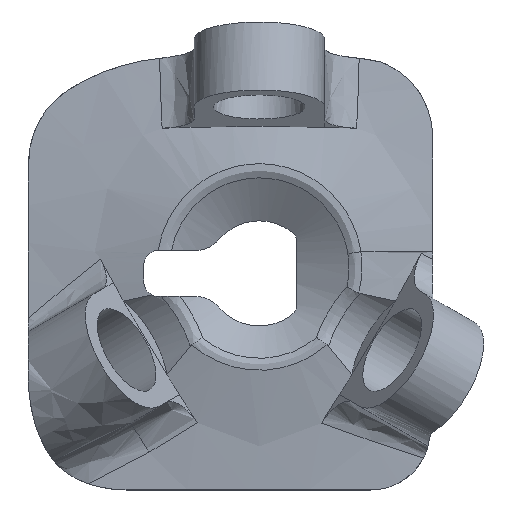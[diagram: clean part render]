
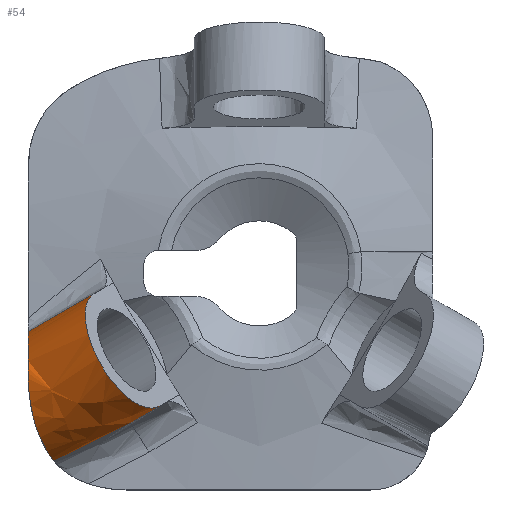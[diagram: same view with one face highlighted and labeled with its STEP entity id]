
A CAD part, top view. The second image highlights one B-rep face of the part: STEP entity #54.
In plain terms, the highlighted free-form (B-spline) face has degree [2, 1] with [5, 2] control points.
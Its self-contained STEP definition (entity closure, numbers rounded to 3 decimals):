
#54=ADVANCED_FACE('',(#203),#2237,.T.);
#203=FACE_OUTER_BOUND('',#356,.T.);
#356=EDGE_LOOP('',(#630,#631,#632,#633,#634,#635,#636));
#630=ORIENTED_EDGE('',*,*,#1303,.T.);
#631=ORIENTED_EDGE('',*,*,#1217,.F.);
#632=ORIENTED_EDGE('',*,*,#1227,.T.);
#633=ORIENTED_EDGE('',*,*,#1226,.T.);
#634=ORIENTED_EDGE('',*,*,#1315,.T.);
#635=ORIENTED_EDGE('',*,*,#1228,.T.);
#636=ORIENTED_EDGE('',*,*,#1297,.T.);
#1217=EDGE_CURVE('',#1958,#1959,#1651,.T.);
#1226=EDGE_CURVE('',#1969,#1970,#1660,.T.);
#1227=EDGE_CURVE('',#1958,#1969,#1586,.T.);
#1228=EDGE_CURVE('',#1971,#1972,#1661,.T.);
#1297=EDGE_CURVE('',#1972,#2019,#1714,.T.);
#1303=EDGE_CURVE('',#2019,#1959,#1606,.T.);
#1315=EDGE_CURVE('',#1970,#1971,#1728,.T.);
#1586=(
BOUNDED_CURVE()
B_SPLINE_CURVE(2,(#7864,#7865,#7866,#7867,#7868),.UNSPECIFIED.,.F.,.F.)
B_SPLINE_CURVE_WITH_KNOTS((3,2,3),(0.,18.,36.),
 .UNSPECIFIED.)
CURVE()
GEOMETRIC_REPRESENTATION_ITEM()
RATIONAL_B_SPLINE_CURVE((1.,0.707,1.,0.707,1.))
REPRESENTATION_ITEM('')
);
#1606=(
BOUNDED_CURVE()
B_SPLINE_CURVE(3,(#8546,#8547,#8548,#8549,#8550,#8551,#8552),
 .UNSPECIFIED.,.F.,.F.)
B_SPLINE_CURVE_WITH_KNOTS((4,3,4),(-0.817,0.836,
11.885),.UNSPECIFIED.)
CURVE()
GEOMETRIC_REPRESENTATION_ITEM()
RATIONAL_B_SPLINE_CURVE((1.,1.,1.,1.,1.,1.,1.))
REPRESENTATION_ITEM('')
);
#1651=B_SPLINE_CURVE_WITH_KNOTS('',1,(#7839,#7840),.UNSPECIFIED.,.F.,.F.,
(2,2),(-25.,-19.761),.UNSPECIFIED.);
#1660=B_SPLINE_CURVE_WITH_KNOTS('',1,(#7862,#7863),.UNSPECIFIED.,.F.,.F.,
(2,2),(-25.,-13.211),.UNSPECIFIED.);
#1661=B_SPLINE_CURVE_WITH_KNOTS('',3,(#7869,#7870,#7871,#7872,#7873,#7874,
#7875,#7876,#7877,#7878,#7879,#7880,#7881,#7882,#7883,#7884,#7885,#7886,
#7887,#7888,#7889,#7890,#7891,#7892,#7893,#7894,#7895,#7896,#7897,#7898,
#7899,#7900,#7901,#7902,#7903,#7904,#7905,#7906,#7907,#7908,#7909,#7910,
#7911,#7912,#7913,#7914,#7915,#7916,#7917,#7918,#7919,#7920),
 .UNSPECIFIED.,.F.,.F.,(4,3,3,3,3,3,3,3,3,3,3,3,3,3,3,3,3,4),(0.,1.307,
1.957,2.608,3.262,3.698,3.921,
4.59,5.27,5.963,6.671,7.401,
8.159,8.95,9.785,10.68,11.264,
11.661),.UNSPECIFIED.);
#1714=B_SPLINE_CURVE_WITH_KNOTS('',3,(#8517,#8518,#8519,#8520),
 .UNSPECIFIED.,.F.,.F.,(4,4),(-66.521,-63.282),
 .UNSPECIFIED.);
#1728=B_SPLINE_CURVE_WITH_KNOTS('',3,(#8825,#8826,#8827,#8828,#8829,#8830,
#8831),.UNSPECIFIED.,.F.,.F.,(4,3,4),(170.51,178.133,
181.965),.UNSPECIFIED.);
#1958=VERTEX_POINT('',#7606);
#1959=VERTEX_POINT('',#7607);
#1969=VERTEX_POINT('',#7617);
#1970=VERTEX_POINT('',#7618);
#1971=VERTEX_POINT('',#7619);
#1972=VERTEX_POINT('',#7620);
#2019=VERTEX_POINT('',#7667);
#2237=(
BOUNDED_SURFACE()
B_SPLINE_SURFACE(2,1,((#3539,#3540),(#3541,#3542),(#3543,#3544),(#3545,
#3546),(#3547,#3548)),.UNSPECIFIED.,.F.,.F.,.F.)
B_SPLINE_SURFACE_WITH_KNOTS((3,2,3),(2,2),(0.,18.,36.),
(0.,25.),.UNSPECIFIED.)
GEOMETRIC_REPRESENTATION_ITEM()
RATIONAL_B_SPLINE_SURFACE(((1.,1.),(0.707,0.707),
(1.,1.),(0.707,0.707),(1.,1.)))
REPRESENTATION_ITEM('')
SURFACE()
);
#3539=CARTESIAN_POINT('',(-12.343,-18.419,23.426));
#3540=CARTESIAN_POINT('',(-31.634,-29.557,12.076));
#3541=CARTESIAN_POINT('',(-15.881,-20.462,31.445));
#3542=CARTESIAN_POINT('',(-35.172,-31.6,20.095));
#3543=CARTESIAN_POINT('',(-20.381,-12.668,31.445));
#3544=CARTESIAN_POINT('',(-39.672,-23.806,20.095));
#3545=CARTESIAN_POINT('',(-24.881,-4.874,31.445));
#3546=CARTESIAN_POINT('',(-44.172,-16.012,20.095));
#3547=CARTESIAN_POINT('',(-21.343,-2.831,23.426));
#3548=CARTESIAN_POINT('',(-40.634,-13.969,12.076));
#7606=CARTESIAN_POINT('',(-12.343,-18.419,23.426));
#7607=CARTESIAN_POINT('',(-16.386,-20.754,21.047));
#7617=CARTESIAN_POINT('',(-21.343,-2.831,23.426));
#7618=CARTESIAN_POINT('',(-30.439,-8.083,18.074));
#7619=CARTESIAN_POINT('',(-30.439,-14.631,25.79));
#7620=CARTESIAN_POINT('',(-27.858,-24.631,21.838));
#7667=CARTESIAN_POINT('',(-26.909,-25.981,19.069));
#7839=CARTESIAN_POINT('',(-12.343,-18.419,23.426));
#7840=CARTESIAN_POINT('',(-16.386,-20.754,21.047));
#7862=CARTESIAN_POINT('',(-21.343,-2.831,23.426));
#7863=CARTESIAN_POINT('',(-30.439,-8.083,18.074));
#7864=CARTESIAN_POINT('',(-12.343,-18.419,23.426));
#7865=CARTESIAN_POINT('',(-15.881,-20.462,31.445));
#7866=CARTESIAN_POINT('',(-20.381,-12.668,31.445));
#7867=CARTESIAN_POINT('',(-24.881,-4.874,31.445));
#7868=CARTESIAN_POINT('',(-21.343,-2.831,23.426));
#7869=CARTESIAN_POINT('',(-30.439,-14.631,25.79));
#7870=CARTESIAN_POINT('',(-30.439,-15.063,25.847));
#7871=CARTESIAN_POINT('',(-30.427,-15.498,25.88));
#7872=CARTESIAN_POINT('',(-30.401,-15.932,25.89));
#7873=CARTESIAN_POINT('',(-30.388,-16.148,25.895));
#7874=CARTESIAN_POINT('',(-30.372,-16.364,25.894));
#7875=CARTESIAN_POINT('',(-30.353,-16.58,25.888));
#7876=CARTESIAN_POINT('',(-30.333,-16.796,25.881));
#7877=CARTESIAN_POINT('',(-30.31,-17.011,25.869));
#7878=CARTESIAN_POINT('',(-30.285,-17.226,25.851));
#7879=CARTESIAN_POINT('',(-30.258,-17.441,25.832));
#7880=CARTESIAN_POINT('',(-30.229,-17.656,25.808));
#7881=CARTESIAN_POINT('',(-30.197,-17.869,25.778));
#7882=CARTESIAN_POINT('',(-30.175,-18.012,25.758));
#7883=CARTESIAN_POINT('',(-30.152,-18.154,25.736));
#7884=CARTESIAN_POINT('',(-30.127,-18.295,25.711));
#7885=CARTESIAN_POINT('',(-30.115,-18.367,25.698));
#7886=CARTESIAN_POINT('',(-30.102,-18.439,25.684));
#7887=CARTESIAN_POINT('',(-30.089,-18.511,25.67));
#7888=CARTESIAN_POINT('',(-30.049,-18.726,25.627));
#7889=CARTESIAN_POINT('',(-30.006,-18.939,25.579));
#7890=CARTESIAN_POINT('',(-29.96,-19.151,25.524));
#7891=CARTESIAN_POINT('',(-29.913,-19.365,25.468));
#7892=CARTESIAN_POINT('',(-29.864,-19.578,25.406));
#7893=CARTESIAN_POINT('',(-29.811,-19.787,25.338));
#7894=CARTESIAN_POINT('',(-29.757,-20.001,25.268));
#7895=CARTESIAN_POINT('',(-29.7,-20.211,25.193));
#7896=CARTESIAN_POINT('',(-29.641,-20.419,25.11));
#7897=CARTESIAN_POINT('',(-29.58,-20.631,25.026));
#7898=CARTESIAN_POINT('',(-29.516,-20.839,24.935));
#7899=CARTESIAN_POINT('',(-29.45,-21.044,24.837));
#7900=CARTESIAN_POINT('',(-29.382,-21.254,24.737));
#7901=CARTESIAN_POINT('',(-29.311,-21.461,24.629));
#7902=CARTESIAN_POINT('',(-29.238,-21.663,24.514));
#7903=CARTESIAN_POINT('',(-29.162,-21.872,24.395));
#7904=CARTESIAN_POINT('',(-29.084,-22.076,24.269));
#7905=CARTESIAN_POINT('',(-29.005,-22.275,24.135));
#7906=CARTESIAN_POINT('',(-28.921,-22.483,23.995));
#7907=CARTESIAN_POINT('',(-28.836,-22.684,23.848));
#7908=CARTESIAN_POINT('',(-28.75,-22.879,23.692));
#7909=CARTESIAN_POINT('',(-28.659,-23.084,23.528));
#7910=CARTESIAN_POINT('',(-28.567,-23.283,23.356));
#7911=CARTESIAN_POINT('',(-28.474,-23.473,23.175));
#7912=CARTESIAN_POINT('',(-28.375,-23.677,22.981));
#7913=CARTESIAN_POINT('',(-28.276,-23.872,22.778));
#7914=CARTESIAN_POINT('',(-28.177,-24.057,22.566));
#7915=CARTESIAN_POINT('',(-28.113,-24.178,22.428));
#7916=CARTESIAN_POINT('',(-28.049,-24.295,22.286));
#7917=CARTESIAN_POINT('',(-27.986,-24.407,22.14));
#7918=CARTESIAN_POINT('',(-27.943,-24.484,22.041));
#7919=CARTESIAN_POINT('',(-27.9,-24.558,21.94));
#7920=CARTESIAN_POINT('',(-27.858,-24.631,21.838));
#8517=CARTESIAN_POINT('',(-27.858,-24.631,21.838));
#8518=CARTESIAN_POINT('',(-27.508,-25.235,20.987));
#8519=CARTESIAN_POINT('',(-27.174,-25.665,20.088));
#8520=CARTESIAN_POINT('',(-26.909,-25.981,19.069));
#8546=CARTESIAN_POINT('',(-26.909,-25.981,19.069));
#8547=CARTESIAN_POINT('',(-26.442,-25.792,19.141));
#8548=CARTESIAN_POINT('',(-25.976,-25.597,19.214));
#8549=CARTESIAN_POINT('',(-25.511,-25.397,19.289));
#8550=CARTESIAN_POINT('',(-22.405,-24.056,19.79));
#8551=CARTESIAN_POINT('',(-19.361,-22.47,20.371));
#8552=CARTESIAN_POINT('',(-16.386,-20.754,21.047));
#8825=CARTESIAN_POINT('',(-30.439,-8.083,18.074));
#8826=CARTESIAN_POINT('',(-30.439,-8.083,20.563));
#8827=CARTESIAN_POINT('',(-30.439,-9.044,22.947));
#8828=CARTESIAN_POINT('',(-30.439,-11.127,24.441));
#8829=CARTESIAN_POINT('',(-30.439,-12.165,25.185));
#8830=CARTESIAN_POINT('',(-30.439,-13.37,25.623));
#8831=CARTESIAN_POINT('',(-30.439,-14.631,25.79));
